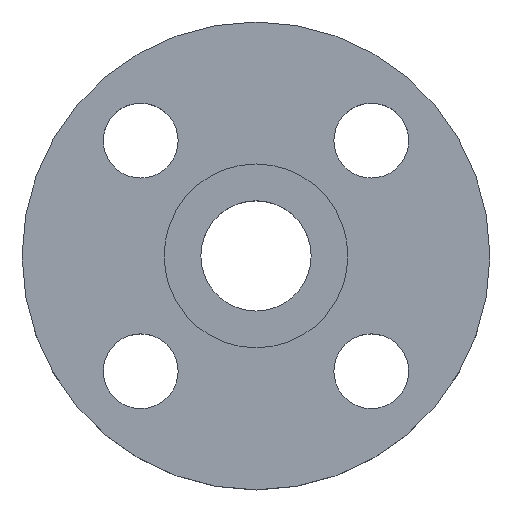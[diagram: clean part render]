
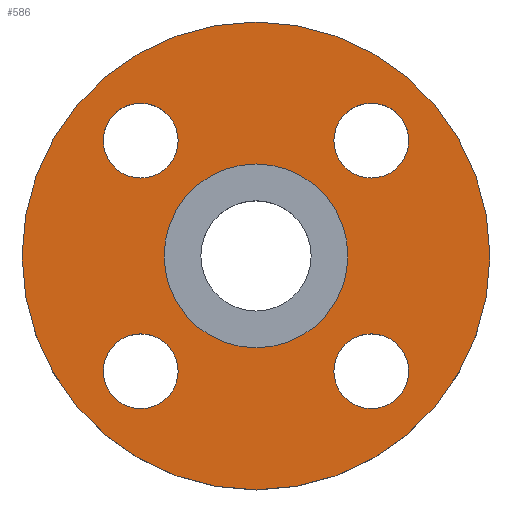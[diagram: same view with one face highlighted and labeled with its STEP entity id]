
A CAD part, top view. The second image highlights one B-rep face of the part: STEP entity #586.
In plain terms, the highlighted planar face has unit normal (0, 0, 1).
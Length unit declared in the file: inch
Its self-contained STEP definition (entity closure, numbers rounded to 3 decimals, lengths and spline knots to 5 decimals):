
#3 = DIRECTION ( 'NONE',  ( 0., 0., 1. ) ) ;
#11 = CARTESIAN_POINT ( 'NONE',  ( 0., 0., -0.25 ) ) ;
#17 = AXIS2_PLACEMENT_3D ( 'NONE', #302, #122, #295 ) ;
#20 = CARTESIAN_POINT ( 'NONE',  ( 0., 0., -0.25 ) ) ;
#24 = EDGE_CURVE ( 'NONE', #113, #712, #427, .T. ) ;
#34 = CARTESIAN_POINT ( 'NONE',  ( 0., 0., -0.25 ) ) ;
#42 = AXIS2_PLACEMENT_3D ( 'NONE', #539, #350, #112 ) ;
#45 = DIRECTION ( 'NONE',  ( 0., 0., 1. ) ) ;
#54 = PLANE ( 'NONE',  #17 ) ;
#55 = CIRCLE ( 'NONE', #655, 3.5 ) ;
#63 = CARTESIAN_POINT ( 'NONE',  ( -1.72534, 1.72534, -0.25 ) ) ;
#66 = CARTESIAN_POINT ( 'NONE',  ( 2.28534, 1.72534, -0.25 ) ) ;
#67 = CIRCLE ( 'NONE', #306, 1.375 ) ;
#79 = CARTESIAN_POINT ( 'NONE',  ( 1.72534, -2.28534, -0.25 ) ) ;
#97 = DIRECTION ( 'NONE',  ( 1., 0., 0. ) ) ;
#101 = VERTEX_POINT ( 'NONE', #351 ) ;
#109 = DIRECTION ( 'NONE',  ( 0., 0., 1. ) ) ;
#112 = DIRECTION ( 'NONE',  ( -1., 0., 0. ) ) ;
#113 = VERTEX_POINT ( 'NONE', #241 ) ;
#115 = AXIS2_PLACEMENT_3D ( 'NONE', #663, #45, #718 ) ;
#122 = DIRECTION ( 'NONE',  ( 0., 0., 1. ) ) ;
#126 = DIRECTION ( 'NONE',  ( -1., 0., 0. ) ) ;
#127 = AXIS2_PLACEMENT_3D ( 'NONE', #192, #381, #130 ) ;
#130 = DIRECTION ( 'NONE',  ( 1., 0., 0. ) ) ;
#136 = CARTESIAN_POINT ( 'NONE',  ( -2.28534, -1.72534, -0.25 ) ) ;
#149 = CARTESIAN_POINT ( 'NONE',  ( -3.5, 0., -0.25 ) ) ;
#151 = EDGE_LOOP ( 'NONE', ( #597, #720 ) ) ;
#164 = ORIENTED_EDGE ( 'NONE', *, *, #24, .F. ) ;
#172 = ORIENTED_EDGE ( 'NONE', *, *, #442, .F. ) ;
#173 = DIRECTION ( 'NONE',  ( 1., 0., 0. ) ) ;
#175 = EDGE_LOOP ( 'NONE', ( #331, #254 ) ) ;
#177 = DIRECTION ( 'NONE',  ( 1., 0., 0. ) ) ;
#185 = ORIENTED_EDGE ( 'NONE', *, *, #724, .F. ) ;
#190 = DIRECTION ( 'NONE',  ( 0., 0., 1. ) ) ;
#192 = CARTESIAN_POINT ( 'NONE',  ( 1.72534, 1.72534, -0.25 ) ) ;
#193 = AXIS2_PLACEMENT_3D ( 'NONE', #11, #3, #173 ) ;
#196 = CIRCLE ( 'NONE', #742, 0.56 ) ;
#199 = ORIENTED_EDGE ( 'NONE', *, *, #522, .T. ) ;
#209 = CIRCLE ( 'NONE', #42, 0.56 ) ;
#211 = DIRECTION ( 'NONE',  ( 1., 0., 0. ) ) ;
#212 = EDGE_CURVE ( 'NONE', #526, #765, #236, .T. ) ;
#215 = DIRECTION ( 'NONE',  ( 0., 0., 1. ) ) ;
#221 = DIRECTION ( 'NONE',  ( 0., -1., 0. ) ) ;
#223 = EDGE_CURVE ( 'NONE', #304, #101, #783, .T. ) ;
#225 = DIRECTION ( 'NONE',  ( 0., -1., 0. ) ) ;
#236 = CIRCLE ( 'NONE', #681, 1.375 ) ;
#241 = CARTESIAN_POINT ( 'NONE',  ( -1.72534, 1.16534, -0.25 ) ) ;
#250 = DIRECTION ( 'NONE',  ( 0., 1., 0. ) ) ;
#254 = ORIENTED_EDGE ( 'NONE', *, *, #492, .F. ) ;
#256 = ORIENTED_EDGE ( 'NONE', *, *, #602, .T. ) ;
#259 = AXIS2_PLACEMENT_3D ( 'NONE', #659, #109, #225 ) ;
#272 = EDGE_LOOP ( 'NONE', ( #485, #185 ) ) ;
#273 = CIRCLE ( 'NONE', #193, 3.5 ) ;
#282 = CIRCLE ( 'NONE', #259, 0.56 ) ;
#295 = DIRECTION ( 'NONE',  ( 1., 0., 0. ) ) ;
#299 = CARTESIAN_POINT ( 'NONE',  ( 0., 0., -0.25 ) ) ;
#302 = CARTESIAN_POINT ( 'NONE',  ( 0., 0., -0.25 ) ) ;
#304 = VERTEX_POINT ( 'NONE', #66 ) ;
#306 = AXIS2_PLACEMENT_3D ( 'NONE', #34, #400, #97 ) ;
#307 = DIRECTION ( 'NONE',  ( 0., 0., 1. ) ) ;
#309 = FACE_OUTER_BOUND ( 'NONE', #554, .T. ) ;
#323 = EDGE_CURVE ( 'NONE', #712, #113, #196, .T. ) ;
#324 = CARTESIAN_POINT ( 'NONE',  ( 3.5, 0., -0.25 ) ) ;
#331 = ORIENTED_EDGE ( 'NONE', *, *, #517, .F. ) ;
#339 = CARTESIAN_POINT ( 'NONE',  ( 1.72534, -1.16534, -0.25 ) ) ;
#350 = DIRECTION ( 'NONE',  ( 0., 0., 1. ) ) ;
#351 = CARTESIAN_POINT ( 'NONE',  ( 1.16534, 1.72534, -0.25 ) ) ;
#352 = VERTEX_POINT ( 'NONE', #339 ) ;
#360 = FACE_BOUND ( 'NONE', #151, .T. ) ;
#365 = CARTESIAN_POINT ( 'NONE',  ( -1.72534, -1.72534, -0.25 ) ) ;
#377 = VERTEX_POINT ( 'NONE', #641 ) ;
#381 = DIRECTION ( 'NONE',  ( 0., 0., 1. ) ) ;
#383 = AXIS2_PLACEMENT_3D ( 'NONE', #365, #190, #126 ) ;
#400 = DIRECTION ( 'NONE',  ( 0., 0., -1. ) ) ;
#403 = CARTESIAN_POINT ( 'NONE',  ( -1.375, 0., -0.25 ) ) ;
#427 = CIRCLE ( 'NONE', #115, 0.56 ) ;
#442 = EDGE_CURVE ( 'NONE', #352, #736, #282, .T. ) ;
#448 = CIRCLE ( 'NONE', #487, 0.56 ) ;
#452 = CARTESIAN_POINT ( 'NONE',  ( 1.72534, 1.72534, -0.25 ) ) ;
#458 = EDGE_CURVE ( 'NONE', #765, #526, #67, .T. ) ;
#475 = CIRCLE ( 'NONE', #127, 0.56 ) ;
#485 = ORIENTED_EDGE ( 'NONE', *, *, #223, .F. ) ;
#486 = DIRECTION ( 'NONE',  ( 0., 0., 1. ) ) ;
#487 = AXIS2_PLACEMENT_3D ( 'NONE', #587, #650, #221 ) ;
#492 = EDGE_CURVE ( 'NONE', #377, #708, #630, .T. ) ;
#497 = AXIS2_PLACEMENT_3D ( 'NONE', #452, #215, #638 ) ;
#517 = EDGE_CURVE ( 'NONE', #708, #377, #209, .T. ) ;
#518 = ORIENTED_EDGE ( 'NONE', *, *, #766, .F. ) ;
#522 = EDGE_CURVE ( 'NONE', #703, #652, #273, .T. ) ;
#526 = VERTEX_POINT ( 'NONE', #785 ) ;
#539 = CARTESIAN_POINT ( 'NONE',  ( -1.72534, -1.72534, -0.25 ) ) ;
#544 = FACE_BOUND ( 'NONE', #617, .T. ) ;
#554 = EDGE_LOOP ( 'NONE', ( #256, #199 ) ) ;
#555 = FACE_BOUND ( 'NONE', #272, .T. ) ;
#560 = CARTESIAN_POINT ( 'NONE',  ( -1.72534, 2.28534, -0.25 ) ) ;
#586 = ADVANCED_FACE ( 'NONE', ( #544, #671, #679, #555, #360, #309 ), #54, .T. ) ;
#587 = CARTESIAN_POINT ( 'NONE',  ( 1.72534, -1.72534, -0.25 ) ) ;
#597 = ORIENTED_EDGE ( 'NONE', *, *, #212, .T. ) ;
#600 = EDGE_LOOP ( 'NONE', ( #649, #164 ) ) ;
#602 = EDGE_CURVE ( 'NONE', #652, #703, #55, .T. ) ;
#617 = EDGE_LOOP ( 'NONE', ( #518, #172 ) ) ;
#630 = CIRCLE ( 'NONE', #383, 0.56 ) ;
#638 = DIRECTION ( 'NONE',  ( 1., 0., 0. ) ) ;
#641 = CARTESIAN_POINT ( 'NONE',  ( -1.16534, -1.72534, -0.25 ) ) ;
#649 = ORIENTED_EDGE ( 'NONE', *, *, #323, .F. ) ;
#650 = DIRECTION ( 'NONE',  ( 0., 0., 1. ) ) ;
#652 = VERTEX_POINT ( 'NONE', #324 ) ;
#655 = AXIS2_PLACEMENT_3D ( 'NONE', #299, #486, #177 ) ;
#659 = CARTESIAN_POINT ( 'NONE',  ( 1.72534, -1.72534, -0.25 ) ) ;
#663 = CARTESIAN_POINT ( 'NONE',  ( -1.72534, 1.72534, -0.25 ) ) ;
#671 = FACE_BOUND ( 'NONE', #175, .T. ) ;
#679 = FACE_BOUND ( 'NONE', #600, .T. ) ;
#681 = AXIS2_PLACEMENT_3D ( 'NONE', #20, #762, #211 ) ;
#703 = VERTEX_POINT ( 'NONE', #149 ) ;
#708 = VERTEX_POINT ( 'NONE', #136 ) ;
#712 = VERTEX_POINT ( 'NONE', #560 ) ;
#718 = DIRECTION ( 'NONE',  ( 0., 1., 0. ) ) ;
#720 = ORIENTED_EDGE ( 'NONE', *, *, #458, .T. ) ;
#724 = EDGE_CURVE ( 'NONE', #101, #304, #475, .T. ) ;
#736 = VERTEX_POINT ( 'NONE', #79 ) ;
#742 = AXIS2_PLACEMENT_3D ( 'NONE', #63, #307, #250 ) ;
#762 = DIRECTION ( 'NONE',  ( 0., 0., -1. ) ) ;
#765 = VERTEX_POINT ( 'NONE', #403 ) ;
#766 = EDGE_CURVE ( 'NONE', #736, #352, #448, .T. ) ;
#783 = CIRCLE ( 'NONE', #497, 0.56 ) ;
#785 = CARTESIAN_POINT ( 'NONE',  ( 1.375, 0., -0.25 ) ) ;
